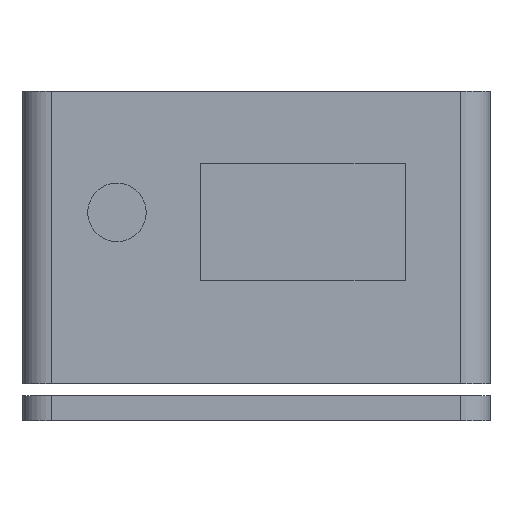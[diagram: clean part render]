
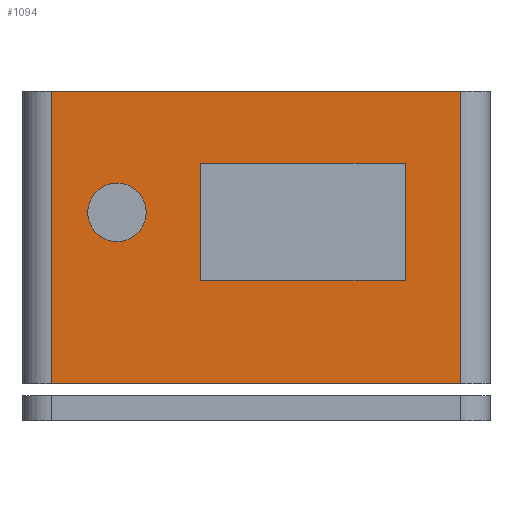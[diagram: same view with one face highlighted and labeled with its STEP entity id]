
A CAD part, front view. The second image highlights one B-rep face of the part: STEP entity #1094.
In plain terms, the highlighted planar face has unit normal (0, -1, 0).
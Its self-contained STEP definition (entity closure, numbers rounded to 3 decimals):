
#17=FACE_BOUND('',#167,.T.);
#18=FACE_BOUND('',#168,.T.);
#39=CIRCLE('',#1166,5.);
#109=FACE_OUTER_BOUND('',#166,.T.);
#166=EDGE_LOOP('',(#755,#756,#757,#758));
#167=EDGE_LOOP('',(#759,#760,#761,#762));
#168=EDGE_LOOP('',(#763));
#240=LINE('',#1585,#355);
#244=LINE('',#1593,#359);
#247=LINE('',#1599,#362);
#250=LINE('',#1604,#365);
#253=LINE('',#1615,#368);
#254=LINE('',#1617,#369);
#255=LINE('',#1619,#370);
#256=LINE('',#1620,#371);
#355=VECTOR('',#1266,10.);
#359=VECTOR('',#1272,10.);
#362=VECTOR('',#1277,10.);
#365=VECTOR('',#1282,10.);
#368=VECTOR('',#1293,10.);
#369=VECTOR('',#1294,10.);
#370=VECTOR('',#1295,10.);
#371=VECTOR('',#1296,10.);
#470=VERTEX_POINT('',#1583);
#471=VERTEX_POINT('',#1584);
#474=VERTEX_POINT('',#1592);
#476=VERTEX_POINT('',#1598);
#478=VERTEX_POINT('',#1607);
#480=VERTEX_POINT('',#1613);
#481=VERTEX_POINT('',#1614);
#482=VERTEX_POINT('',#1616);
#483=VERTEX_POINT('',#1618);
#576=EDGE_CURVE('',#470,#471,#240,.T.);
#580=EDGE_CURVE('',#474,#470,#244,.T.);
#583=EDGE_CURVE('',#476,#474,#247,.T.);
#586=EDGE_CURVE('',#471,#476,#250,.T.);
#588=EDGE_CURVE('',#478,#478,#39,.T.);
#591=EDGE_CURVE('',#480,#481,#253,.T.);
#592=EDGE_CURVE('',#482,#481,#254,.T.);
#593=EDGE_CURVE('',#483,#482,#255,.T.);
#594=EDGE_CURVE('',#480,#483,#256,.T.);
#755=ORIENTED_EDGE('',*,*,#591,.T.);
#756=ORIENTED_EDGE('',*,*,#592,.F.);
#757=ORIENTED_EDGE('',*,*,#593,.F.);
#758=ORIENTED_EDGE('',*,*,#594,.F.);
#759=ORIENTED_EDGE('',*,*,#576,.T.);
#760=ORIENTED_EDGE('',*,*,#586,.T.);
#761=ORIENTED_EDGE('',*,*,#583,.T.);
#762=ORIENTED_EDGE('',*,*,#580,.T.);
#763=ORIENTED_EDGE('',*,*,#588,.T.);
#1057=PLANE('',#1168);
#1094=ADVANCED_FACE('',(#109,#17,#18),#1057,.T.);
#1166=AXIS2_PLACEMENT_3D('',#1608,#1286,#1287);
#1168=AXIS2_PLACEMENT_3D('',#1612,#1291,#1292);
#1266=DIRECTION('',(0.,0.,-1.));
#1272=DIRECTION('',(1.,0.,0.));
#1277=DIRECTION('',(0.,0.,1.));
#1282=DIRECTION('',(-1.,0.,0.));
#1286=DIRECTION('center_axis',(0.,1.,0.));
#1287=DIRECTION('ref_axis',(1.,0.,0.));
#1291=DIRECTION('center_axis',(0.,-1.,0.));
#1292=DIRECTION('ref_axis',(1.,0.,0.));
#1293=DIRECTION('',(1.,0.,0.));
#1294=DIRECTION('',(0.,0.,-1.));
#1295=DIRECTION('',(1.,0.,0.));
#1296=DIRECTION('',(0.,0.,1.));
#1583=CARTESIAN_POINT('',(36.08,-2.462,37.743));
#1584=CARTESIAN_POINT('',(36.08,-2.462,17.743));
#1585=CARTESIAN_POINT('',(36.08,-2.462,18.872));
#1592=CARTESIAN_POINT('',(1.08,-2.462,37.743));
#1593=CARTESIAN_POINT('',(-14.171,-2.462,37.743));
#1598=CARTESIAN_POINT('',(1.08,-2.462,17.743));
#1599=CARTESIAN_POINT('',(1.08,-2.462,8.872));
#1604=CARTESIAN_POINT('',(3.329,-2.462,17.743));
#1607=CARTESIAN_POINT('',(-18.191,-2.462,29.311));
#1608=CARTESIAN_POINT('Origin',(-13.191,-2.462,29.311));
#1612=CARTESIAN_POINT('Origin',(-29.422,-2.462,0.));
#1613=CARTESIAN_POINT('',(-24.422,-2.462,0.));
#1614=CARTESIAN_POINT('',(45.578,-2.462,0.));
#1615=CARTESIAN_POINT('',(-9.422,-2.462,0.));
#1616=CARTESIAN_POINT('',(45.578,-2.462,50.));
#1617=CARTESIAN_POINT('',(45.578,-2.462,0.));
#1618=CARTESIAN_POINT('',(-24.422,-2.462,50.));
#1619=CARTESIAN_POINT('',(-29.422,-2.462,50.));
#1620=CARTESIAN_POINT('',(-24.422,-2.462,0.));
